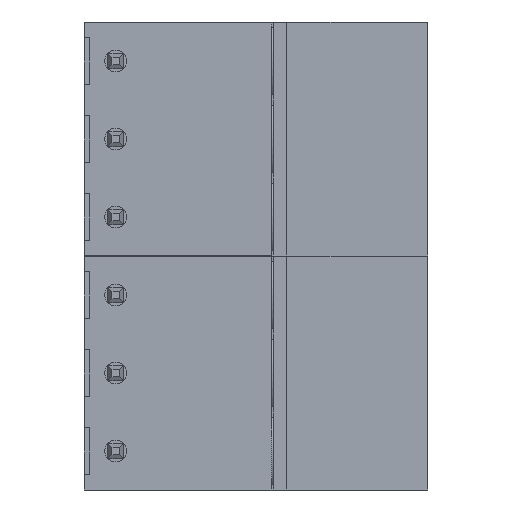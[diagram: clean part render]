
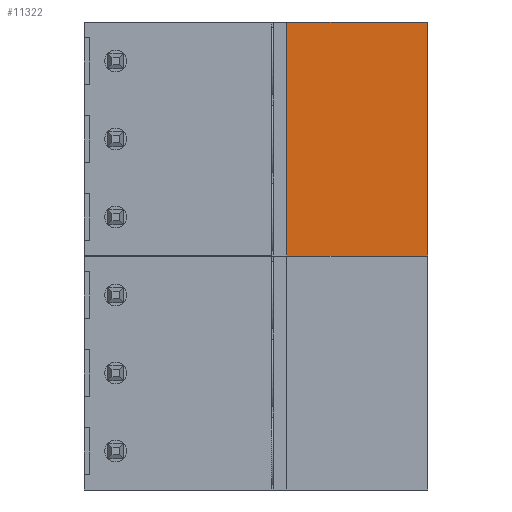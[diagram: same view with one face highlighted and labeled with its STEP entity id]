
A CAD part, front view. The second image highlights one B-rep face of the part: STEP entity #11322.
In plain terms, the highlighted planar face has unit normal (0, -1, 0).
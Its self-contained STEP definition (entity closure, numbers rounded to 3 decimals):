
#192 = DIRECTION ( 'NONE',  ( 0., 0., -1. ) ) ;
#550 = EDGE_CURVE ( 'NONE', #10169, #2015, #1863, .T. ) ;
#590 = LINE ( 'NONE', #4948, #9533 ) ;
#1567 = CARTESIAN_POINT ( 'NONE',  ( -46.453, -0.594, -15.179 ) ) ;
#1613 = ORIENTED_EDGE ( 'NONE', *, *, #7395, .T. ) ;
#1756 = VECTOR ( 'NONE', #4316, 1000. ) ;
#1863 = LINE ( 'NONE', #4233, #10811 ) ;
#2015 = VERTEX_POINT ( 'NONE', #6294 ) ;
#2256 = CARTESIAN_POINT ( 'NONE',  ( 3.044, -0.594, -2.679 ) ) ;
#2392 = AXIS2_PLACEMENT_3D ( 'NONE', #2256, #5924, #192 ) ;
#2991 = LINE ( 'NONE', #1567, #9547 ) ;
#3091 = PLANE ( 'NONE',  #2392 ) ;
#3491 = EDGE_CURVE ( 'NONE', #5052, #5080, #11888, .T. ) ;
#3831 = CARTESIAN_POINT ( 'NONE',  ( 3.044, -0.594, -0.179 ) ) ;
#4233 = CARTESIAN_POINT ( 'NONE',  ( 3.044, -0.594, -2.679 ) ) ;
#4316 = DIRECTION ( 'NONE',  ( 0., 0., -1. ) ) ;
#4948 = CARTESIAN_POINT ( 'NONE',  ( 3.044, -0.594, -0.179 ) ) ;
#5052 = VERTEX_POINT ( 'NONE', #7807 ) ;
#5080 = VERTEX_POINT ( 'NONE', #9704 ) ;
#5345 = FACE_OUTER_BOUND ( 'NONE', #10858, .T. ) ;
#5924 = DIRECTION ( 'NONE',  ( 0., -1., 0. ) ) ;
#6294 = CARTESIAN_POINT ( 'NONE',  ( 3.044, -0.594, -15.179 ) ) ;
#7018 = ORIENTED_EDGE ( 'NONE', *, *, #550, .T. ) ;
#7395 = EDGE_CURVE ( 'NONE', #2015, #5080, #2991, .T. ) ;
#7651 = EDGE_CURVE ( 'NONE', #5052, #10169, #590, .T. ) ;
#7807 = CARTESIAN_POINT ( 'NONE',  ( 12.074, -0.594, -0.179 ) ) ;
#7834 = DIRECTION ( 'NONE',  ( -1., 0., 0. ) ) ;
#9201 = DIRECTION ( 'NONE',  ( 1., 0., 0. ) ) ;
#9533 = VECTOR ( 'NONE', #7834, 1000. ) ;
#9547 = VECTOR ( 'NONE', #9201, 1000. ) ;
#9704 = CARTESIAN_POINT ( 'NONE',  ( 12.074, -0.594, -15.179 ) ) ;
#10024 = CARTESIAN_POINT ( 'NONE',  ( 12.074, -0.594, -7.679 ) ) ;
#10169 = VERTEX_POINT ( 'NONE', #3831 ) ;
#10502 = ORIENTED_EDGE ( 'NONE', *, *, #3491, .F. ) ;
#10803 = DIRECTION ( 'NONE',  ( 0., 0., -1. ) ) ;
#10811 = VECTOR ( 'NONE', #10803, 1000. ) ;
#10858 = EDGE_LOOP ( 'NONE', ( #7018, #1613, #10502, #10953 ) ) ;
#10953 = ORIENTED_EDGE ( 'NONE', *, *, #7651, .T. ) ;
#11322 = ADVANCED_FACE ( 'NONE', ( #5345 ), #3091, .T. ) ;
#11888 = LINE ( 'NONE', #10024, #1756 ) ;
